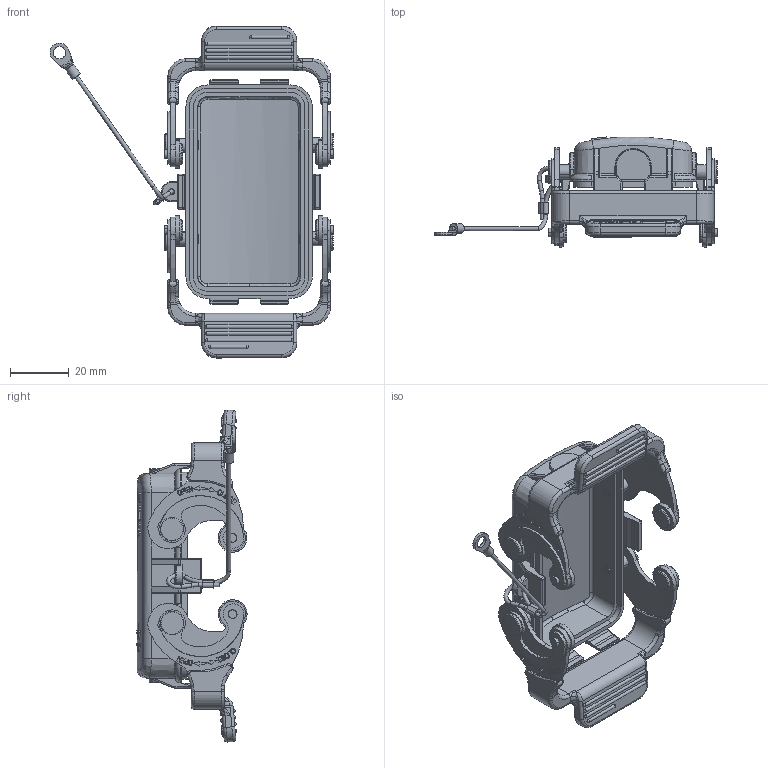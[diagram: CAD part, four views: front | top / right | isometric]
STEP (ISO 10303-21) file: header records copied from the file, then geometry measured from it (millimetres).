
FILE_DESCRIPTION(/* description */ (''),/* implementation_level */ '2;1');
FILE_NAME(/* name */ '_asm1_stp.stp',/* time_stamp */ '2024-11-18T09:43:25+08:00',/* author */ (''),/* organization */ (''),/* preprocessor_version */ 'ST-DEVELOPER v18.1',/* originating_system */ 'SIEMENS PLM Software NX 1980',/* authorisation */ '');
FILE_SCHEMA (('AUTOMOTIVE_DESIGN { 1 0 10303 214 3 1 1 1 }'));
Length unit declared in the file: millimetre
Products named in the file (1): 13183CACACC34fiw
Bounding box: 96.85 x 37.53 x 113.23 mm (x, y, z)
Volume: 31291 mm3; surface area: 26775.8 mm2
Topology: 1 solids, 5 shells, 1677 faces, 4268 edges, 2657 vertices
Faces by surface type: plane 680, cylinder 546, torus 191, bspline 103, extrusion 76, cone 46, sphere 35
Full cylindrical faces by diameter (mm): 1.2 x1, 1.4 x5, 3 x4, 3.4 x1, 4.2 x1
Entity records: 66349 total; most frequent: CARTESIAN_POINT 24017, ORIENTED_EDGE 8374, DIRECTION 7374, EDGE_CURVE 4187, AXIS2_PLACEMENT_3D 2689, VERTEX_POINT 2660, VECTOR 1996, LINE 1920
